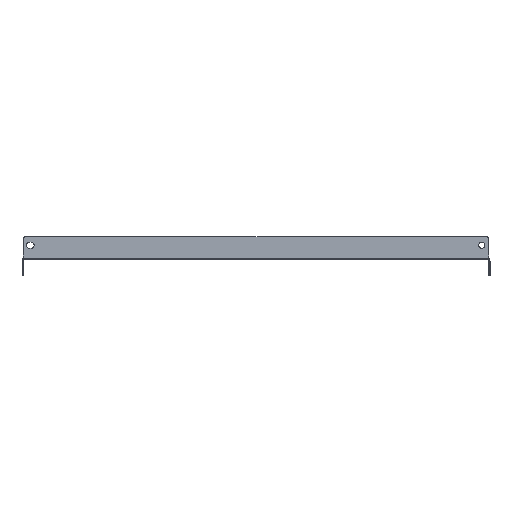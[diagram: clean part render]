
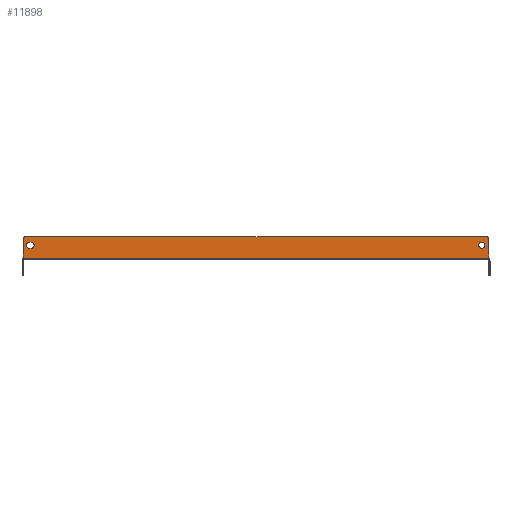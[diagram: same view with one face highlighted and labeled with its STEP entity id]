
A CAD part, left-side view. The second image highlights one B-rep face of the part: STEP entity #11898.
In plain terms, the highlighted planar face has unit normal (-1, 0, 0).
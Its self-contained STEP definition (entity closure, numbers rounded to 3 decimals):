
#99 = VERTEX_POINT ( 'NONE', #2027 ) ;
#120 = VERTEX_POINT ( 'NONE', #2048 ) ;
#581 = ORIENTED_EDGE ( 'NONE', *, *, #4101, .F. ) ;
#599 = ORIENTED_EDGE ( 'NONE', *, *, #4508, .F. ) ;
#635 = ORIENTED_EDGE ( 'NONE', *, *, #4084, .F. ) ;
#689 = ORIENTED_EDGE ( 'NONE', *, *, #4102, .F. ) ;
#851 = ORIENTED_EDGE ( 'NONE', *, *, #4092, .F. ) ;
#869 = ORIENTED_EDGE ( 'NONE', *, *, #4098, .T. ) ;
#1211 = ORIENTED_EDGE ( 'NONE', *, *, #4096, .T. ) ;
#1265 = ORIENTED_EDGE ( 'NONE', *, *, #4103, .T. ) ;
#1283 = ORIENTED_EDGE ( 'NONE', *, *, #4100, .F. ) ;
#1301 = ORIENTED_EDGE ( 'NONE', *, *, #4081, .T. ) ;
#1319 = ORIENTED_EDGE ( 'NONE', *, *, #4105, .T. ) ;
#1337 = ORIENTED_EDGE ( 'NONE', *, *, #4099, .F. ) ;
#1830 = VERTEX_POINT ( 'NONE', #2740 ) ;
#1832 = VERTEX_POINT ( 'NONE', #2741 ) ;
#1840 = VERTEX_POINT ( 'NONE', #2745 ) ;
#1843 = VERTEX_POINT ( 'NONE', #2747 ) ;
#1851 = VERTEX_POINT ( 'NONE', #2751 ) ;
#1852 = VERTEX_POINT ( 'NONE', #2752 ) ;
#1858 = VERTEX_POINT ( 'NONE', #2755 ) ;
#1860 = VERTEX_POINT ( 'NONE', #2757 ) ;
#1861 = VERTEX_POINT ( 'NONE', #2758 ) ;
#1877 = VERTEX_POINT ( 'NONE', #2774 ) ;
#2027 = CARTESIAN_POINT ( 'NONE',  ( -249.5, -262.49, 13. ) ) ;
#2048 = CARTESIAN_POINT ( 'NONE',  ( -249.5, -262.49, 20. ) ) ;
#2740 = CARTESIAN_POINT ( 'NONE',  ( -249.5, -267.49, 26.5 ) ) ;
#2741 = CARTESIAN_POINT ( 'NONE',  ( -249.5, 261.49, 20. ) ) ;
#2745 = CARTESIAN_POINT ( 'NONE',  ( -249.5, 270.49, 1.51 ) ) ;
#2747 = CARTESIAN_POINT ( 'NONE',  ( -249.5, 267.49, 26.5 ) ) ;
#2751 = CARTESIAN_POINT ( 'NONE',  ( -249.5, 263.49, 20. ) ) ;
#2752 = CARTESIAN_POINT ( 'NONE',  ( -249.5, -270.49, 23.5 ) ) ;
#2755 = CARTESIAN_POINT ( 'NONE',  ( -249.5, -270.49, 1.51 ) ) ;
#2757 = CARTESIAN_POINT ( 'NONE',  ( -249.5, 261.49, 13. ) ) ;
#2758 = CARTESIAN_POINT ( 'NONE',  ( -249.5, 263.49, 13. ) ) ;
#2774 = CARTESIAN_POINT ( 'NONE',  ( -249.5, 270.49, 23.5 ) ) ;
#3673 = LINE ( 'NONE', #8100, #3883 ) ;
#3690 = LINE ( 'NONE', #8127, #3831 ) ;
#3831 = VECTOR ( 'NONE', #8128, 1000. ) ;
#3850 = CIRCLE ( 'NONE', #5462, 3.5 ) ;
#3883 = VECTOR ( 'NONE', #8101, 1000. ) ;
#4081 = EDGE_CURVE ( 'NONE', #1858, #1852, #3673, .T. ) ;
#4084 = EDGE_CURVE ( 'NONE', #1851, #1861, #3850, .T. ) ;
#4092 = EDGE_CURVE ( 'NONE', #1858, #1840, #3690, .T. ) ;
#4096 = EDGE_CURVE ( 'NONE', #1843, #1877, #4449, .T. ) ;
#4098 = EDGE_CURVE ( 'NONE', #1877, #1840, #4352, .T. ) ;
#4099 = EDGE_CURVE ( 'NONE', #1832, #1851, #4502, .T. ) ;
#4100 = EDGE_CURVE ( 'NONE', #1860, #1832, #4334, .T. ) ;
#4101 = EDGE_CURVE ( 'NONE', #120, #99, #4250, .T. ) ;
#4102 = EDGE_CURVE ( 'NONE', #1861, #1860, #4488, .T. ) ;
#4103 = EDGE_CURVE ( 'NONE', #1852, #1830, #4373, .T. ) ;
#4105 = EDGE_CURVE ( 'NONE', #1830, #1843, #4447, .T. ) ;
#4203 = VECTOR ( 'NONE', #8160, 1000. ) ;
#4250 = CIRCLE ( 'NONE', #5469, 3.5 ) ;
#4271 = VECTOR ( 'NONE', #8151, 1000. ) ;
#4318 = CIRCLE ( 'NONE', #5492, 3.5 ) ;
#4334 = CIRCLE ( 'NONE', #5466, 3.5 ) ;
#4352 = LINE ( 'NONE', #8140, #4406 ) ;
#4373 = CIRCLE ( 'NONE', #5470, 3. ) ;
#4406 = VECTOR ( 'NONE', #8141, 1000. ) ;
#4447 = LINE ( 'NONE', #8159, #4203 ) ;
#4448 = VECTOR ( 'NONE', #8143, 1000. ) ;
#4449 = CIRCLE ( 'NONE', #5468, 3. ) ;
#4488 = LINE ( 'NONE', #8131, #4271 ) ;
#4502 = LINE ( 'NONE', #8142, #4448 ) ;
#4508 = EDGE_CURVE ( 'NONE', #99, #120, #4318, .T. ) ;
#5462 = AXIS2_PLACEMENT_3D ( 'NONE', #8106, #8107, #8108 ) ;
#5466 = AXIS2_PLACEMENT_3D ( 'NONE', #8144, #8145, #8146 ) ;
#5468 = AXIS2_PLACEMENT_3D ( 'NONE', #8134, #8136, #8137 ) ;
#5469 = AXIS2_PLACEMENT_3D ( 'NONE', #8147, #8148, #8149 ) ;
#5470 = AXIS2_PLACEMENT_3D ( 'NONE', #8152, #8154, #8155 ) ;
#5492 = AXIS2_PLACEMENT_3D ( 'NONE', #8365, #8375, #8376 ) ;
#5630 = AXIS2_PLACEMENT_3D ( 'NONE', #10993, #11002, #11003 ) ;
#5745 = EDGE_LOOP ( 'NONE', ( #581, #599 ) ) ;
#6058 = EDGE_LOOP ( 'NONE', ( #1301, #1265, #1319, #1211, #869, #851 ) ) ;
#6253 = EDGE_LOOP ( 'NONE', ( #689, #635, #1337, #1283 ) ) ;
#8100 = CARTESIAN_POINT ( 'NONE',  ( -249.5, -270.49, 1.5 ) ) ;
#8101 = DIRECTION ( 'NONE',  ( 0., 0., 1. ) ) ;
#8106 = CARTESIAN_POINT ( 'NONE',  ( -249.5, 263.49, 16.5 ) ) ;
#8107 = DIRECTION ( 'NONE',  ( -1., 0., 0. ) ) ;
#8108 = DIRECTION ( 'NONE',  ( 0., 0., 1. ) ) ;
#8127 = CARTESIAN_POINT ( 'NONE',  ( -249.5, 270.49, 1.51 ) ) ;
#8128 = DIRECTION ( 'NONE',  ( 0., 1., 0. ) ) ;
#8131 = CARTESIAN_POINT ( 'NONE',  ( -249.5, 263.49, 13. ) ) ;
#8134 = CARTESIAN_POINT ( 'NONE',  ( -249.5, 267.49, 23.5 ) ) ;
#8136 = DIRECTION ( 'NONE',  ( -1., 0., 0. ) ) ;
#8137 = DIRECTION ( 'NONE',  ( 0., 0., -1. ) ) ;
#8140 = CARTESIAN_POINT ( 'NONE',  ( -249.5, 270.49, 1.5 ) ) ;
#8141 = DIRECTION ( 'NONE',  ( 0., 0., -1. ) ) ;
#8142 = CARTESIAN_POINT ( 'NONE',  ( -249.5, 263.49, 20. ) ) ;
#8143 = DIRECTION ( 'NONE',  ( 0., 1., 0. ) ) ;
#8144 = CARTESIAN_POINT ( 'NONE',  ( -249.5, 261.49, 16.5 ) ) ;
#8145 = DIRECTION ( 'NONE',  ( -1., 0., 0. ) ) ;
#8146 = DIRECTION ( 'NONE',  ( 0., 0., 1. ) ) ;
#8147 = CARTESIAN_POINT ( 'NONE',  ( -249.5, -262.49, 16.5 ) ) ;
#8148 = DIRECTION ( 'NONE',  ( -1., 0., 0. ) ) ;
#8149 = DIRECTION ( 'NONE',  ( 0., 0., 1. ) ) ;
#8151 = DIRECTION ( 'NONE',  ( 0., -1., 0. ) ) ;
#8152 = CARTESIAN_POINT ( 'NONE',  ( -249.5, -267.49, 23.5 ) ) ;
#8154 = DIRECTION ( 'NONE',  ( -1., 0., 0. ) ) ;
#8155 = DIRECTION ( 'NONE',  ( 0., 0., -1. ) ) ;
#8159 = CARTESIAN_POINT ( 'NONE',  ( -249.5, -270.49, 26.5 ) ) ;
#8160 = DIRECTION ( 'NONE',  ( 0., 1., 0. ) ) ;
#8365 = CARTESIAN_POINT ( 'NONE',  ( -249.5, -262.49, 16.5 ) ) ;
#8375 = DIRECTION ( 'NONE',  ( -1., 0., 0. ) ) ;
#8376 = DIRECTION ( 'NONE',  ( 0., 0., 1. ) ) ;
#10094 = FACE_BOUND ( 'NONE', #6253, .T. ) ;
#10097 = FACE_BOUND ( 'NONE', #5745, .T. ) ;
#10102 = FACE_OUTER_BOUND ( 'NONE', #6058, .T. ) ;
#10993 = CARTESIAN_POINT ( 'NONE',  ( -249.5, -270.49, 1.5 ) ) ;
#11001 = PLANE ( 'NONE',  #5630 ) ;
#11002 = DIRECTION ( 'NONE',  ( 1., 0., 0. ) ) ;
#11003 = DIRECTION ( 'NONE',  ( 0., 0., -1. ) ) ;
#11898 = ADVANCED_FACE ( 'NONE', ( #10097, #10094, #10102 ), #11001, .F. ) ;
